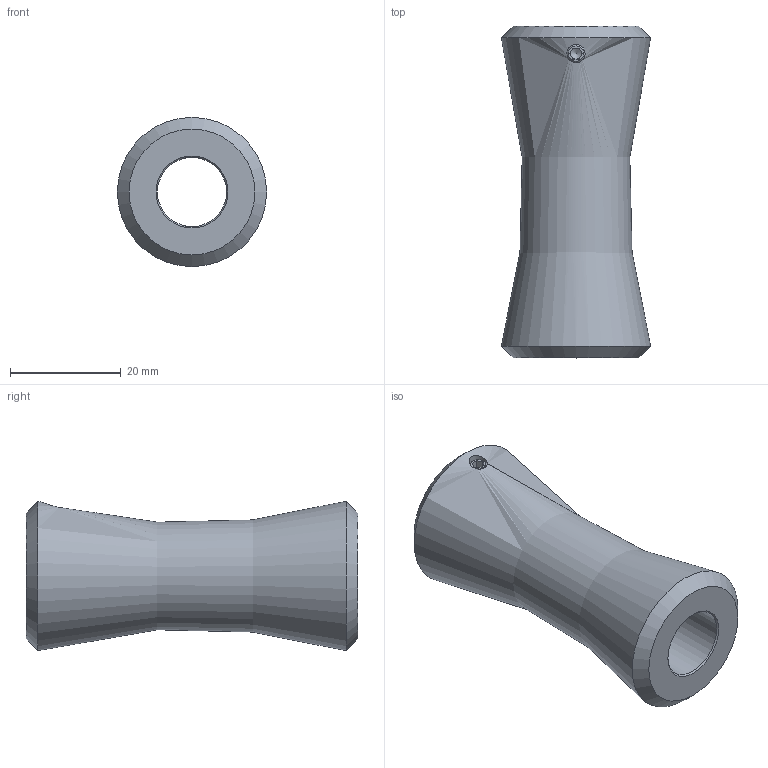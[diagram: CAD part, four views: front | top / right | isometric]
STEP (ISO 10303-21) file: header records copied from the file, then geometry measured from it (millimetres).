
FILE_DESCRIPTION (( 'STEP AP203' ), '1' );
FILE_NAME ('1385-VA.STEP', '2019-11-21T13:48:31', ( '' ), ( '' ), 'SwSTEP 2.0', 'SolidWorks 2015', '' );
FILE_SCHEMA (( 'CONFIG_CONTROL_DESIGN' ));
Length unit declared in the file: millimetre
Products named in the file (6): DIN913; DIN913_DIN 913 M4x6; 1385-VA Teil1_1385-VA Teil1; 1385-VA; 1385-VA Teil1
Assembly tree (4 placements, depth 2):
  1385-VA
    1385-VA Teil1
    DIN913
  1385-VA
    1385-VA Teil1_1385-VA Teil1
    DIN913_DIN 913 M4x6
Bounding box: 27 x 60 x 27 mm (x, y, z)
Volume: 15555.8 mm3; surface area: 7402.3 mm2
Topology: 2 solids, 2 shells, 226 faces, 599 edges, 398 vertices
Faces by surface type: plane 107, bspline 87, cylinder 24, cone 7, torus 1
Full cylindrical faces by diameter (mm): 3.3 x1, 4 x1, 12.5 x1
Entity records: 13386 total; most frequent: CARTESIAN_POINT 7865, ORIENTED_EDGE 1156, DIRECTION 762, EDGE_CURVE 578, VERTEX_POINT 388, LINE 284, VECTOR 284, EDGE_LOOP 262
